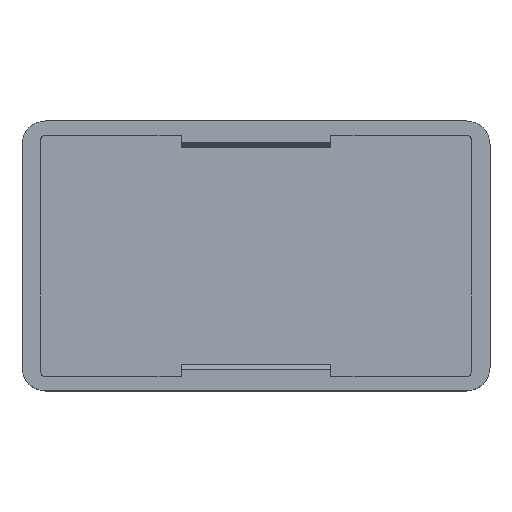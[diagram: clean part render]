
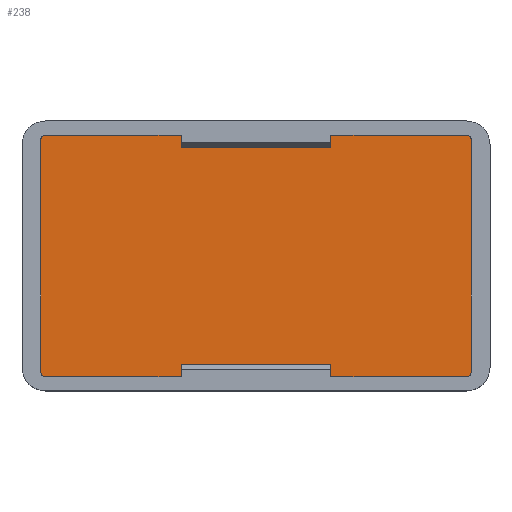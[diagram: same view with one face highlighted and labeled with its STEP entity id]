
A CAD part, top view. The second image highlights one B-rep face of the part: STEP entity #238.
In plain terms, the highlighted planar face has unit normal (0, 0, 1).
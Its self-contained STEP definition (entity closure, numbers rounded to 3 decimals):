
#14 = CARTESIAN_POINT ( 'NONE',  ( 13.5, -7.6, 4.9 ) ) ;
#17 = ORIENTED_EDGE ( 'NONE', *, *, #537, .F. ) ;
#18 = DIRECTION ( 'NONE',  ( 1., 0., 0. ) ) ;
#23 = DIRECTION ( 'NONE',  ( -1., 0., 0. ) ) ;
#27 = CARTESIAN_POINT ( 'NONE',  ( -13.5, -7.9, 4.9 ) ) ;
#30 = CARTESIAN_POINT ( 'NONE',  ( -13.8, -23.1, 4.9 ) ) ;
#33 = ORIENTED_EDGE ( 'NONE', *, *, #455, .T. ) ;
#45 = DIRECTION ( 'NONE',  ( 0., 0., 1. ) ) ;
#50 = CARTESIAN_POINT ( 'NONE',  ( -13.5, -22.8, 4.9 ) ) ;
#53 = DIRECTION ( 'NONE',  ( 0., -1., 0. ) ) ;
#55 = DIRECTION ( 'NONE',  ( -1., 0., 0. ) ) ;
#58 = CARTESIAN_POINT ( 'NONE',  ( -13.8, -7.6, 4.9 ) ) ;
#67 = VECTOR ( 'NONE', #932, 1000. ) ;
#83 = CARTESIAN_POINT ( 'NONE',  ( -4.8, -8.4, 4.9 ) ) ;
#85 = LINE ( 'NONE', #767, #267 ) ;
#86 = VERTEX_POINT ( 'NONE', #1003 ) ;
#93 = EDGE_CURVE ( 'NONE', #164, #783, #993, .T. ) ;
#94 = VERTEX_POINT ( 'NONE', #923 ) ;
#96 = EDGE_CURVE ( 'NONE', #999, #544, #483, .T. ) ;
#99 = CARTESIAN_POINT ( 'NONE',  ( -4.8, -23.1, 4.9 ) ) ;
#103 = EDGE_CURVE ( 'NONE', #783, #94, #624, .T. ) ;
#135 = LINE ( 'NONE', #1255, #1021 ) ;
#138 = DIRECTION ( 'NONE',  ( 0., -1., 0. ) ) ;
#143 = EDGE_CURVE ( 'NONE', #395, #513, #325, .T. ) ;
#158 = CIRCLE ( 'NONE', #329, 0.3 ) ;
#162 = LINE ( 'NONE', #58, #441 ) ;
#163 = ORIENTED_EDGE ( 'NONE', *, *, #175, .F. ) ;
#164 = VERTEX_POINT ( 'NONE', #841 ) ;
#175 = EDGE_CURVE ( 'NONE', #355, #395, #85, .T. ) ;
#186 = DIRECTION ( 'NONE',  ( 0., -1., 0. ) ) ;
#187 = ORIENTED_EDGE ( 'NONE', *, *, #555, .T. ) ;
#188 = ORIENTED_EDGE ( 'NONE', *, *, #575, .T. ) ;
#189 = CARTESIAN_POINT ( 'NONE',  ( 4.8, -22.3, 4.9 ) ) ;
#199 = CARTESIAN_POINT ( 'NONE',  ( -4.8, -22.3, 4.9 ) ) ;
#203 = DIRECTION ( 'NONE',  ( -1., 0., 0. ) ) ;
#208 = EDGE_LOOP ( 'NONE', ( #1272, #1058, #1330, #239, #188, #826, #1332, #33, #281, #1111, #163, #17, #772, #700, #187, #1151 ) ) ;
#212 = CARTESIAN_POINT ( 'NONE',  ( -13.5, -7.6, 4.9 ) ) ;
#213 = DIRECTION ( 'NONE',  ( 0., 0., 1. ) ) ;
#215 = CARTESIAN_POINT ( 'NONE',  ( -4.8, -7.6, 4.9 ) ) ;
#220 = VERTEX_POINT ( 'NONE', #754 ) ;
#222 = LINE ( 'NONE', #512, #1301 ) ;
#235 = AXIS2_PLACEMENT_3D ( 'NONE', #577, #569, #559 ) ;
#238 = ADVANCED_FACE ( 'NONE', ( #1119 ), #667, .F. ) ;
#239 = ORIENTED_EDGE ( 'NONE', *, *, #96, .F. ) ;
#241 = CARTESIAN_POINT ( 'NONE',  ( 4.8, -7.6, 4.9 ) ) ;
#243 = CARTESIAN_POINT ( 'NONE',  ( -13.8, -7.6, 4.9 ) ) ;
#246 = LINE ( 'NONE', #215, #787 ) ;
#267 = VECTOR ( 'NONE', #757, 1000. ) ;
#281 = ORIENTED_EDGE ( 'NONE', *, *, #673, .T. ) ;
#299 = EDGE_CURVE ( 'NONE', #886, #962, #1318, .T. ) ;
#310 = DIRECTION ( 'NONE',  ( -1., 0., 0. ) ) ;
#313 = DIRECTION ( 'NONE',  ( 0., 0., 1. ) ) ;
#316 = CARTESIAN_POINT ( 'NONE',  ( 13.5, -7.9, 4.9 ) ) ;
#324 = DIRECTION ( 'NONE',  ( 1., 0., 0. ) ) ;
#325 = LINE ( 'NONE', #881, #508 ) ;
#329 = AXIS2_PLACEMENT_3D ( 'NONE', #316, #313, #310 ) ;
#334 = CARTESIAN_POINT ( 'NONE',  ( -13.8, -23.1, 4.9 ) ) ;
#355 = VERTEX_POINT ( 'NONE', #83 ) ;
#395 = VERTEX_POINT ( 'NONE', #1316 ) ;
#441 = VECTOR ( 'NONE', #53, 1000. ) ;
#455 = EDGE_CURVE ( 'NONE', #94, #585, #158, .T. ) ;
#459 = CIRCLE ( 'NONE', #1054, 0.3 ) ;
#460 = EDGE_CURVE ( 'NONE', #86, #962, #912, .T. ) ;
#477 = LINE ( 'NONE', #30, #840 ) ;
#483 = LINE ( 'NONE', #918, #560 ) ;
#484 = EDGE_CURVE ( 'NONE', #824, #895, #606, .T. ) ;
#508 = VECTOR ( 'NONE', #823, 1000. ) ;
#512 = CARTESIAN_POINT ( 'NONE',  ( -13.8, -7.6, 4.9 ) ) ;
#513 = VERTEX_POINT ( 'NONE', #241 ) ;
#537 = EDGE_CURVE ( 'NONE', #824, #355, #246, .T. ) ;
#544 = VERTEX_POINT ( 'NONE', #189 ) ;
#546 = EDGE_CURVE ( 'NONE', #639, #86, #566, .T. ) ;
#555 = EDGE_CURVE ( 'NONE', #220, #639, #162, .T. ) ;
#559 = DIRECTION ( 'NONE',  ( -1., 0., 0. ) ) ;
#560 = VECTOR ( 'NONE', #901, 1000. ) ;
#561 = EDGE_CURVE ( 'NONE', #895, #220, #459, .T. ) ;
#566 = CIRCLE ( 'NONE', #887, 0.3 ) ;
#569 = DIRECTION ( 'NONE',  ( 0., 0., -1. ) ) ;
#575 = EDGE_CURVE ( 'NONE', #999, #164, #477, .T. ) ;
#577 = CARTESIAN_POINT ( 'NONE',  ( 4.8, -7.6, 4.9 ) ) ;
#585 = VERTEX_POINT ( 'NONE', #14 ) ;
#599 = CARTESIAN_POINT ( 'NONE',  ( 13.8, -22.8, 4.9 ) ) ;
#605 = AXIS2_PLACEMENT_3D ( 'NONE', #915, #911, #906 ) ;
#606 = LINE ( 'NONE', #243, #716 ) ;
#624 = LINE ( 'NONE', #898, #67 ) ;
#639 = VERTEX_POINT ( 'NONE', #1350 ) ;
#647 = CARTESIAN_POINT ( 'NONE',  ( -4.8, -7.6, 4.9 ) ) ;
#661 = DIRECTION ( 'NONE',  ( -1., 0., 0. ) ) ;
#663 = VECTOR ( 'NONE', #324, 1000. ) ;
#667 = PLANE ( 'NONE',  #235 ) ;
#673 = EDGE_CURVE ( 'NONE', #585, #513, #222, .T. ) ;
#700 = ORIENTED_EDGE ( 'NONE', *, *, #561, .T. ) ;
#716 = VECTOR ( 'NONE', #203, 1000. ) ;
#754 = CARTESIAN_POINT ( 'NONE',  ( -13.8, -7.9, 4.9 ) ) ;
#757 = DIRECTION ( 'NONE',  ( 1., 0., 0. ) ) ;
#767 = CARTESIAN_POINT ( 'NONE',  ( 4.8, -8.4, 4.9 ) ) ;
#772 = ORIENTED_EDGE ( 'NONE', *, *, #484, .T. ) ;
#783 = VERTEX_POINT ( 'NONE', #599 ) ;
#787 = VECTOR ( 'NONE', #186, 1000. ) ;
#823 = DIRECTION ( 'NONE',  ( 0., 1., 0. ) ) ;
#824 = VERTEX_POINT ( 'NONE', #647 ) ;
#826 = ORIENTED_EDGE ( 'NONE', *, *, #93, .T. ) ;
#840 = VECTOR ( 'NONE', #18, 1000. ) ;
#841 = CARTESIAN_POINT ( 'NONE',  ( 13.5, -23.1, 4.9 ) ) ;
#881 = CARTESIAN_POINT ( 'NONE',  ( 4.8, -7.6, 4.9 ) ) ;
#886 = VERTEX_POINT ( 'NONE', #199 ) ;
#887 = AXIS2_PLACEMENT_3D ( 'NONE', #50, #45, #661 ) ;
#895 = VERTEX_POINT ( 'NONE', #212 ) ;
#898 = CARTESIAN_POINT ( 'NONE',  ( 13.8, -23.1, 4.9 ) ) ;
#901 = DIRECTION ( 'NONE',  ( 0., 1., 0. ) ) ;
#906 = DIRECTION ( 'NONE',  ( -1., 0., 0. ) ) ;
#911 = DIRECTION ( 'NONE',  ( 0., 0., 1. ) ) ;
#912 = LINE ( 'NONE', #334, #663 ) ;
#915 = CARTESIAN_POINT ( 'NONE',  ( 13.5, -22.8, 4.9 ) ) ;
#918 = CARTESIAN_POINT ( 'NONE',  ( 4.8, -23.1, 4.9 ) ) ;
#923 = CARTESIAN_POINT ( 'NONE',  ( 13.8, -7.9, 4.9 ) ) ;
#932 = DIRECTION ( 'NONE',  ( 0., 1., 0. ) ) ;
#962 = VERTEX_POINT ( 'NONE', #1168 ) ;
#968 = EDGE_CURVE ( 'NONE', #544, #886, #135, .T. ) ;
#993 = CIRCLE ( 'NONE', #605, 0.3 ) ;
#999 = VERTEX_POINT ( 'NONE', #1194 ) ;
#1003 = CARTESIAN_POINT ( 'NONE',  ( -13.5, -23.1, 4.9 ) ) ;
#1021 = VECTOR ( 'NONE', #1196, 1000. ) ;
#1054 = AXIS2_PLACEMENT_3D ( 'NONE', #27, #213, #23 ) ;
#1058 = ORIENTED_EDGE ( 'NONE', *, *, #299, .F. ) ;
#1111 = ORIENTED_EDGE ( 'NONE', *, *, #143, .F. ) ;
#1119 = FACE_OUTER_BOUND ( 'NONE', #208, .T. ) ;
#1151 = ORIENTED_EDGE ( 'NONE', *, *, #546, .T. ) ;
#1168 = CARTESIAN_POINT ( 'NONE',  ( -4.8, -23.1, 4.9 ) ) ;
#1194 = CARTESIAN_POINT ( 'NONE',  ( 4.8, -23.1, 4.9 ) ) ;
#1196 = DIRECTION ( 'NONE',  ( -1., 0., 0. ) ) ;
#1201 = VECTOR ( 'NONE', #138, 1000. ) ;
#1255 = CARTESIAN_POINT ( 'NONE',  ( 4.8, -22.3, 4.9 ) ) ;
#1272 = ORIENTED_EDGE ( 'NONE', *, *, #460, .T. ) ;
#1301 = VECTOR ( 'NONE', #55, 1000. ) ;
#1316 = CARTESIAN_POINT ( 'NONE',  ( 4.8, -8.4, 4.9 ) ) ;
#1318 = LINE ( 'NONE', #99, #1201 ) ;
#1330 = ORIENTED_EDGE ( 'NONE', *, *, #968, .F. ) ;
#1332 = ORIENTED_EDGE ( 'NONE', *, *, #103, .T. ) ;
#1350 = CARTESIAN_POINT ( 'NONE',  ( -13.8, -22.8, 4.9 ) ) ;
